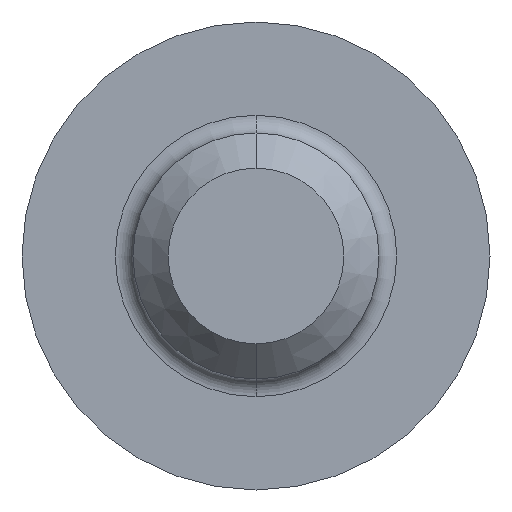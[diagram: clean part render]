
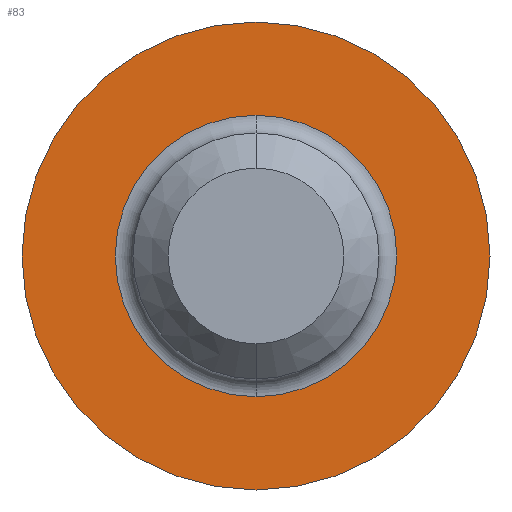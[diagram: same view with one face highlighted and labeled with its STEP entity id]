
A CAD part, front view. The second image highlights one B-rep face of the part: STEP entity #83.
In plain terms, the highlighted planar face has unit normal (0, -1, 0).
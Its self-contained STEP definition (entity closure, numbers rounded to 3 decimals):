
#46 = VERTEX_POINT ( 'NONE', #267 ) ;
#59 = FACE_BOUND ( 'NONE', #415, .T. ) ;
#76 = DIRECTION ( 'NONE',  ( 0., -1., 0. ) ) ;
#83 = ADVANCED_FACE ( 'NONE', ( #59, #1195 ), #1064, .T. ) ;
#144 = ORIENTED_EDGE ( 'NONE', *, *, #537, .T. ) ;
#149 = AXIS2_PLACEMENT_3D ( 'NONE', #589, #76, #372 ) ;
#169 = DIRECTION ( 'NONE',  ( 0., 0., -1. ) ) ;
#212 = CARTESIAN_POINT ( 'NONE',  ( 0., 0., 0. ) ) ;
#237 = CARTESIAN_POINT ( 'NONE',  ( 0., 0., 0. ) ) ;
#239 = EDGE_CURVE ( 'NONE', #731, #46, #894, .T. ) ;
#267 = CARTESIAN_POINT ( 'NONE',  ( 0., 0., 2.383 ) ) ;
#297 = DIRECTION ( 'NONE',  ( 0., 0., -1. ) ) ;
#336 = DIRECTION ( 'NONE',  ( 0., -1., 0. ) ) ;
#372 = DIRECTION ( 'NONE',  ( 0., 0., -1. ) ) ;
#391 = CIRCLE ( 'NONE', #149, 2.383 ) ;
#415 = EDGE_LOOP ( 'NONE', ( #508, #438 ) ) ;
#416 = VERTEX_POINT ( 'NONE', #434 ) ;
#434 = CARTESIAN_POINT ( 'NONE',  ( 0., 0., 3.962 ) ) ;
#438 = ORIENTED_EDGE ( 'NONE', *, *, #762, .F. ) ;
#469 = CARTESIAN_POINT ( 'NONE',  ( 0., 0., 0. ) ) ;
#480 = EDGE_CURVE ( 'NONE', #808, #416, #959, .T. ) ;
#487 = CIRCLE ( 'NONE', #1022, 3.962 ) ;
#502 = CARTESIAN_POINT ( 'NONE',  ( 0., 0., 0. ) ) ;
#508 = ORIENTED_EDGE ( 'NONE', *, *, #239, .F. ) ;
#537 = EDGE_CURVE ( 'NONE', #416, #808, #487, .T. ) ;
#550 = AXIS2_PLACEMENT_3D ( 'NONE', #502, #1212, #297 ) ;
#576 = AXIS2_PLACEMENT_3D ( 'NONE', #469, #1171, #169 ) ;
#589 = CARTESIAN_POINT ( 'NONE',  ( 0., 0., 0. ) ) ;
#731 = VERTEX_POINT ( 'NONE', #961 ) ;
#762 = EDGE_CURVE ( 'NONE', #46, #731, #391, .T. ) ;
#808 = VERTEX_POINT ( 'NONE', #994 ) ;
#894 = CIRCLE ( 'NONE', #550, 2.383 ) ;
#959 = CIRCLE ( 'NONE', #1285, 3.962 ) ;
#961 = CARTESIAN_POINT ( 'NONE',  ( 0., 0., -2.383 ) ) ;
#994 = CARTESIAN_POINT ( 'NONE',  ( 0., 0., -3.962 ) ) ;
#1022 = AXIS2_PLACEMENT_3D ( 'NONE', #212, #1121, #1031 ) ;
#1029 = EDGE_LOOP ( 'NONE', ( #1065, #144 ) ) ;
#1031 = DIRECTION ( 'NONE',  ( 0., 0., -1. ) ) ;
#1064 = PLANE ( 'NONE',  #576 ) ;
#1065 = ORIENTED_EDGE ( 'NONE', *, *, #480, .T. ) ;
#1121 = DIRECTION ( 'NONE',  ( 0., -1., 0. ) ) ;
#1132 = DIRECTION ( 'NONE',  ( 0., 0., -1. ) ) ;
#1171 = DIRECTION ( 'NONE',  ( 0., -1., 0. ) ) ;
#1195 = FACE_OUTER_BOUND ( 'NONE', #1029, .T. ) ;
#1212 = DIRECTION ( 'NONE',  ( 0., -1., 0. ) ) ;
#1285 = AXIS2_PLACEMENT_3D ( 'NONE', #237, #336, #1132 ) ;
